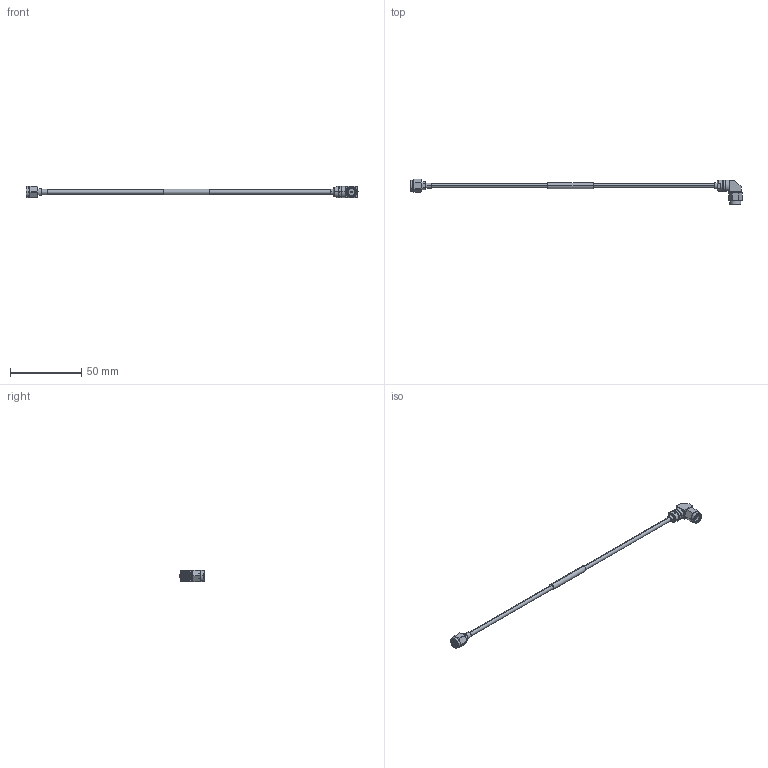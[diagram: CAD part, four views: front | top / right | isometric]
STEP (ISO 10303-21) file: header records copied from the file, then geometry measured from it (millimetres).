
FILE_DESCRIPTION (( 'STEP AP214' ), '1' );
FILE_NAME ('FMCA100186_3D.step', '2024-09-19T15:57:41', ( '' ), ( '' ), 'SwSTEP 2.0', 'SolidWorks 2022', '' );
FILE_SCHEMA (( 'AUTOMOTIVE_DESIGN' ));
Length unit declared in the file: inch
Products named in the file (5): PE51750^FMCA100186; PE-118SR^FMCA100186; FMCA100186_3D; PE45486^FMCA100186; central label^FMCA100186_D_118
Assembly tree (4 placements, depth 2):
  FMCA100186_3D
    PE-118SR^FMCA100186
    PE45486^FMCA100186
    PE51750^FMCA100186
    central label^FMCA100186_D_118
Bounding box: 232.44 x 17.76 x 8 mm (x, y, z)
Volume: 3172.5 mm3; surface area: 4410.2 mm2
Topology: 4 solids, 6 shells, 200 faces, 443 edges, 278 vertices
Faces by surface type: cylinder 78, plane 62, cone 53, bspline 5, torus 2
Entity records: 7896 total; most frequent: CARTESIAN_POINT 3264, DIRECTION 967, ORIENTED_EDGE 886, EDGE_CURVE 443, AXIS2_PLACEMENT_3D 399, VERTEX_POINT 278, EDGE_LOOP 225, FACE_OUTER_BOUND 200
